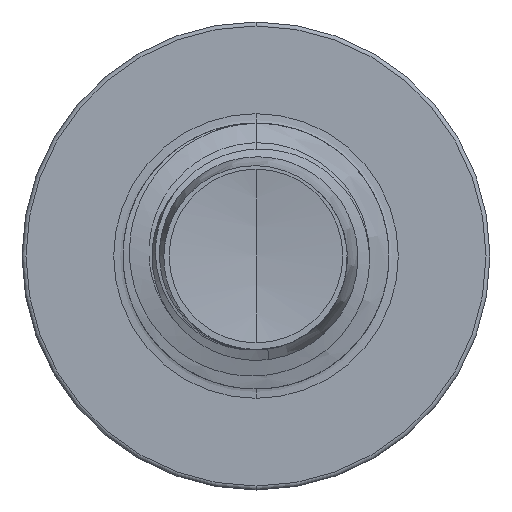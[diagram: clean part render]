
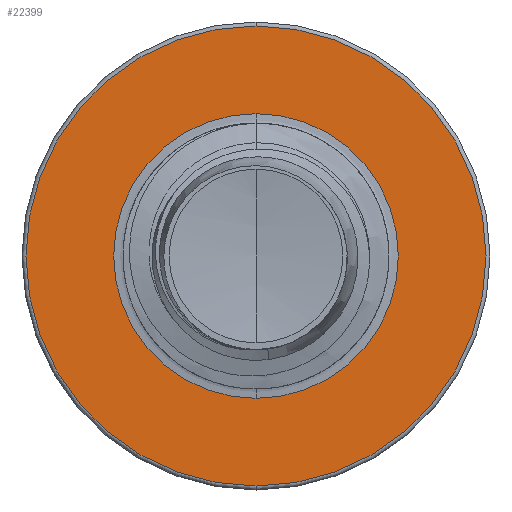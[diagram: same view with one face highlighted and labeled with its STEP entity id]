
A CAD part, front view. The second image highlights one B-rep face of the part: STEP entity #22399.
In plain terms, the highlighted planar face has unit normal (0, -1, 0).
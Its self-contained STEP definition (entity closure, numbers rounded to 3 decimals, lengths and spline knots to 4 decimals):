
#451 = EDGE_LOOP ( 'NONE', ( #20953, #19236 ) ) ;
#800 = VERTEX_POINT ( 'NONE', #36866 ) ;
#1452 = DIRECTION ( 'NONE',  ( 0., 1., 0. ) ) ;
#2798 = CARTESIAN_POINT ( 'NONE',  ( 0., 25., 4.325 ) ) ;
#3525 = AXIS2_PLACEMENT_3D ( 'NONE', #12351, #35591, #18404 ) ;
#3573 = CARTESIAN_POINT ( 'NONE',  ( 0., 25., 0. ) ) ;
#3628 = VERTEX_POINT ( 'NONE', #16466 ) ;
#6601 = DIRECTION ( 'NONE',  ( 0., 0., 1. ) ) ;
#6666 = VERTEX_POINT ( 'NONE', #2798 ) ;
#6774 = CIRCLE ( 'NONE', #11979, 4.325 ) ;
#6871 = AXIS2_PLACEMENT_3D ( 'NONE', #3573, #24429, #6601 ) ;
#6931 = EDGE_LOOP ( 'NONE', ( #36889, #31142 ) ) ;
#7162 = AXIS2_PLACEMENT_3D ( 'NONE', #28884, #11316, #31726 ) ;
#10512 = CIRCLE ( 'NONE', #6871, 2.6768 ) ;
#10705 = DIRECTION ( 'NONE',  ( 0., 1., 0. ) ) ;
#11316 = DIRECTION ( 'NONE',  ( 0., 1., 0. ) ) ;
#11979 = AXIS2_PLACEMENT_3D ( 'NONE', #28314, #10705, #31158 ) ;
#12351 = CARTESIAN_POINT ( 'NONE',  ( 0., 25., -2.6768 ) ) ;
#13897 = CIRCLE ( 'NONE', #36079, 2.6768 ) ;
#14336 = FACE_BOUND ( 'NONE', #6931, .T. ) ;
#16466 = CARTESIAN_POINT ( 'NONE',  ( 0., 25., 2.6768 ) ) ;
#17898 = PLANE ( 'NONE',  #3525 ) ;
#18404 = DIRECTION ( 'NONE',  ( 0., 0., 1. ) ) ;
#18494 = CARTESIAN_POINT ( 'NONE',  ( 0., 25., -2.6768 ) ) ;
#19236 = ORIENTED_EDGE ( 'NONE', *, *, #30048, .F. ) ;
#19415 = EDGE_CURVE ( 'NONE', #6666, #800, #23109, .T. ) ;
#19491 = CARTESIAN_POINT ( 'NONE',  ( 0., 25., 0. ) ) ;
#20953 = ORIENTED_EDGE ( 'NONE', *, *, #19415, .F. ) ;
#22399 = ADVANCED_FACE ( 'NONE', ( #37418, #14336 ), #17898, .F. ) ;
#22410 = DIRECTION ( 'NONE',  ( 0., 0., 1. ) ) ;
#23109 = CIRCLE ( 'NONE', #7162, 4.325 ) ;
#23259 = EDGE_CURVE ( 'NONE', #26847, #3628, #10512, .T. ) ;
#24429 = DIRECTION ( 'NONE',  ( 0., 1., 0. ) ) ;
#26847 = VERTEX_POINT ( 'NONE', #18494 ) ;
#28314 = CARTESIAN_POINT ( 'NONE',  ( 0., 25., 0. ) ) ;
#28884 = CARTESIAN_POINT ( 'NONE',  ( 0., 25., 0. ) ) ;
#29948 = EDGE_CURVE ( 'NONE', #3628, #26847, #13897, .T. ) ;
#30048 = EDGE_CURVE ( 'NONE', #800, #6666, #6774, .T. ) ;
#31142 = ORIENTED_EDGE ( 'NONE', *, *, #23259, .T. ) ;
#31158 = DIRECTION ( 'NONE',  ( 0., 0., 1. ) ) ;
#31726 = DIRECTION ( 'NONE',  ( 0., 0., 1. ) ) ;
#35591 = DIRECTION ( 'NONE',  ( 0., 1., 0. ) ) ;
#36079 = AXIS2_PLACEMENT_3D ( 'NONE', #19491, #1452, #22410 ) ;
#36866 = CARTESIAN_POINT ( 'NONE',  ( 0., 25., -4.325 ) ) ;
#36889 = ORIENTED_EDGE ( 'NONE', *, *, #29948, .T. ) ;
#37418 = FACE_OUTER_BOUND ( 'NONE', #451, .T. ) ;
